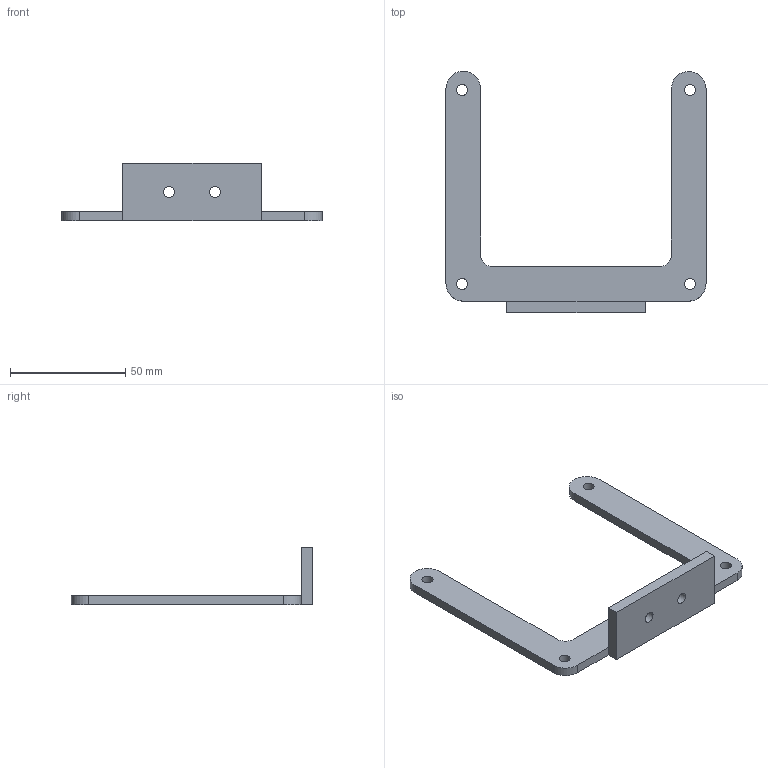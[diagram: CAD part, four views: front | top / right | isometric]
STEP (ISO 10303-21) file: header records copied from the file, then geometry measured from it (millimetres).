
FILE_DESCRIPTION(/* description */ ('STEP AP214'),/* implementation_level */ '2;1');
FILE_NAME(/* name */ 'SmartSolar MPPT Mount v8.step',/* time_stamp */ '2025-10-24T09:16:12-04:00',/* author */ (''),/* organization */ (''),/* preprocessor_version */ 'ST-DEVELOPER v20.1',/* originating_system */ 'Autodesk Translation Framework v14.17.0.0',/* authorisation */ '');
FILE_SCHEMA (('AUTOMOTIVE_DESIGN { 1 0 10303 214 3 1 1 }'));
Length unit declared in the file: millimetre
Products named in the file (3): DimensionDrawing Blue-Smart-Solar charge controller MPPT 75 - 10-15-r
ev00-3D; SmartSolar MPPT 75-15_V13 cover; Component9
Assembly tree (2 placements, depth 3):
  DimensionDrawing Blue-Smart-Solar charge controller MPPT 75 - 10-15-r
ev00-3D
    SmartSolar MPPT 75-15_V13 cover
      Component9
Bounding box: 112.79 x 104.69 x 25 mm (x, y, z)
Volume: 23710.4 mm3; surface area: 14167.9 mm2
Topology: 1 solids, 1 shells, 30 faces, 82 edges, 54 vertices
Faces by surface type: plane 16, cylinder 14
Full cylindrical faces by diameter (mm): 4.8 x6
Entity records: 1055 total; most frequent: DIRECTION 180, CARTESIAN_POINT 171, ORIENTED_EDGE 164, EDGE_CURVE 82, AXIS2_PLACEMENT_3D 63, LINE 54, VECTOR 54, VERTEX_POINT 54
